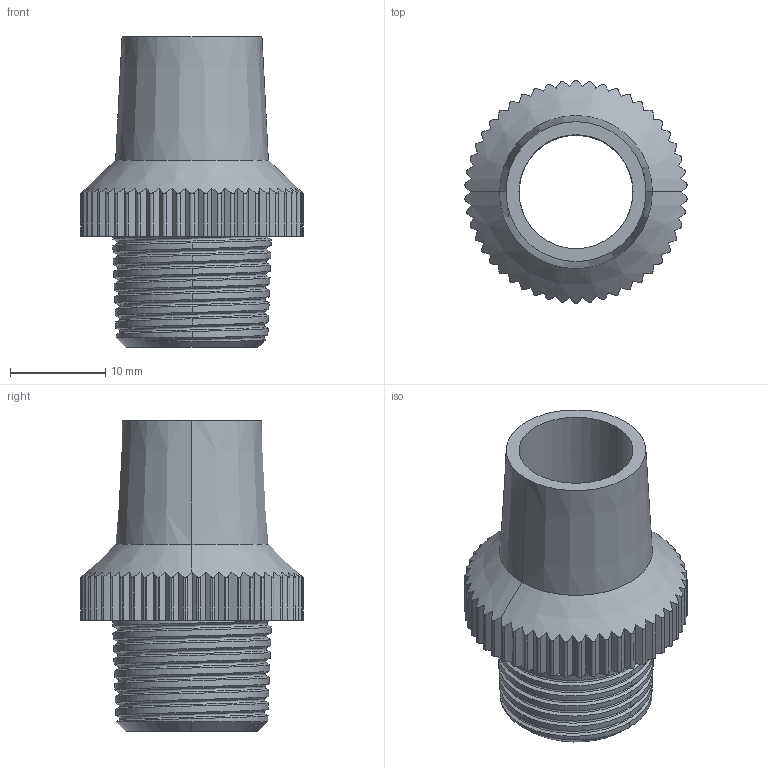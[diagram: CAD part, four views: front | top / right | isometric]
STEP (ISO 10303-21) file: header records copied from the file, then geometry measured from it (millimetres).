
FILE_DESCRIPTION (( 'STEP AP214' ), '1' );
FILE_NAME ('4WayVent_3DP_v06_15 mm adapter.STEP', '2020-03-26T20:58:19', ( '' ), ( '' ), 'SwSTEP 2.0', 'SolidWorks 2019', '' );
FILE_SCHEMA (( 'AUTOMOTIVE_DESIGN' ));
Length unit declared in the file: millimetre
Products named in the file (1): 4WayVent_3DP_v06_15 mm adapter
Bounding box: 23.37 x 23.41 x 32.7 mm (x, y, z)
Volume: 4005.6 mm3; surface area: 3697 mm2
Topology: 1 solids, 1 shells, 205 faces, 609 edges, 407 vertices
Faces by surface type: plane 103, cylinder 66, cone 31, bspline 5
Entity records: 16097 total; most frequent: CARTESIAN_POINT 9383, ORIENTED_EDGE 1218, DIRECTION 862, EDGE_CURVE 609, VERTEX_POINT 407, LINE 296, VECTOR 296, AXIS2_PLACEMENT_3D 283
